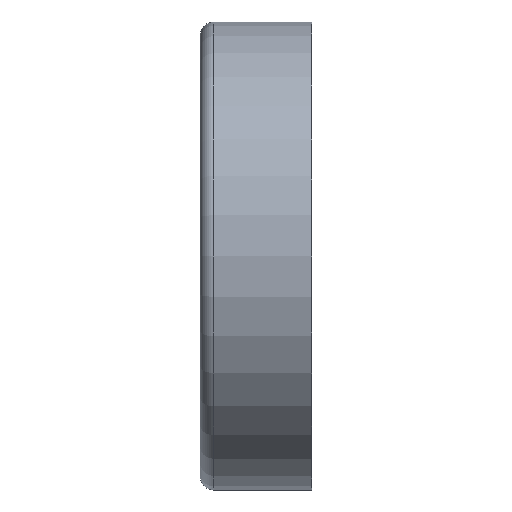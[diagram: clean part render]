
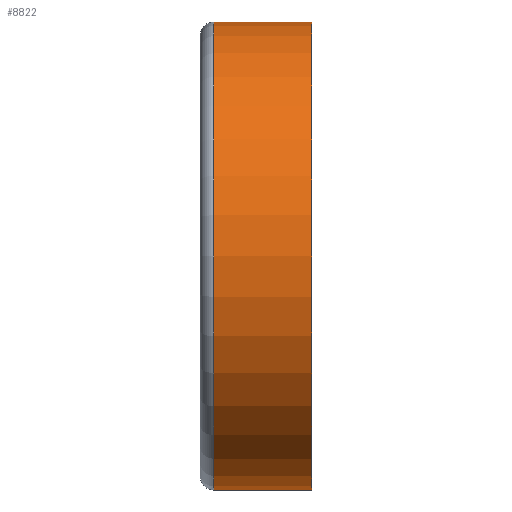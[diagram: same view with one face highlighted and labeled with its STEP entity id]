
A CAD part, left-side view. The second image highlights one B-rep face of the part: STEP entity #8822.
In plain terms, the highlighted cylindrical face has radius 52.5 mm (diameter 105 mm), a partial arc.
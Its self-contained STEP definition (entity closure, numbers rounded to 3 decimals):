
#502 = CARTESIAN_POINT ( 'NONE',  ( 0., 22., 0. ) ) ;
#1831 = EDGE_CURVE ( 'NONE', #12536, #5734, #6482, .T. ) ;
#1883 = DIRECTION ( 'NONE',  ( 0., 0., -1. ) ) ;
#2034 = DIRECTION ( 'NONE',  ( 0., -1., 0. ) ) ;
#2469 = ORIENTED_EDGE ( 'NONE', *, *, #8416, .F. ) ;
#2669 = VECTOR ( 'NONE', #6742, 1000. ) ;
#2745 = VERTEX_POINT ( 'NONE', #8386 ) ;
#2784 = VECTOR ( 'NONE', #4918, 1000. ) ;
#3047 = DIRECTION ( 'NONE',  ( 0., -1., 0. ) ) ;
#3977 = CARTESIAN_POINT ( 'NONE',  ( 0., 0., 52.5 ) ) ;
#4043 = EDGE_LOOP ( 'NONE', ( #2469, #8986, #10798, #13715 ) ) ;
#4918 = DIRECTION ( 'NONE',  ( 0., -1., 0. ) ) ;
#5734 = VERTEX_POINT ( 'NONE', #7980 ) ;
#6227 = EDGE_CURVE ( 'NONE', #2745, #12536, #10446, .T. ) ;
#6246 = VERTEX_POINT ( 'NONE', #3977 ) ;
#6482 = LINE ( 'NONE', #12643, #2669 ) ;
#6638 = AXIS2_PLACEMENT_3D ( 'NONE', #502, #3047, #11408 ) ;
#6679 = DIRECTION ( 'NONE',  ( 0., -1., 0. ) ) ;
#6742 = DIRECTION ( 'NONE',  ( 0., -1., 0. ) ) ;
#6803 = LINE ( 'NONE', #6909, #2784 ) ;
#6909 = CARTESIAN_POINT ( 'NONE',  ( 0., 0., 52.5 ) ) ;
#7980 = CARTESIAN_POINT ( 'NONE',  ( 0., 0., -52.5 ) ) ;
#8386 = CARTESIAN_POINT ( 'NONE',  ( 0., 22., 52.5 ) ) ;
#8410 = CARTESIAN_POINT ( 'NONE',  ( 0., 22., -52.5 ) ) ;
#8416 = EDGE_CURVE ( 'NONE', #2745, #6246, #6803, .T. ) ;
#8822 = ADVANCED_FACE ( 'NONE', ( #11347 ), #13800, .T. ) ;
#8986 = ORIENTED_EDGE ( 'NONE', *, *, #6227, .T. ) ;
#10446 = CIRCLE ( 'NONE', #6638, 52.5 ) ;
#10558 = DIRECTION ( 'NONE',  ( 0., 0., -1. ) ) ;
#10798 = ORIENTED_EDGE ( 'NONE', *, *, #1831, .T. ) ;
#11347 = FACE_OUTER_BOUND ( 'NONE', #4043, .T. ) ;
#11408 = DIRECTION ( 'NONE',  ( 0., 0., -1. ) ) ;
#11569 = AXIS2_PLACEMENT_3D ( 'NONE', #14138, #6679, #1883 ) ;
#11732 = CARTESIAN_POINT ( 'NONE',  ( 0., 0., 0. ) ) ;
#12536 = VERTEX_POINT ( 'NONE', #8410 ) ;
#12643 = CARTESIAN_POINT ( 'NONE',  ( 0., 0., -52.5 ) ) ;
#13714 = AXIS2_PLACEMENT_3D ( 'NONE', #11732, #2034, #10558 ) ;
#13715 = ORIENTED_EDGE ( 'NONE', *, *, #15163, .F. ) ;
#13800 = CYLINDRICAL_SURFACE ( 'NONE', #11569, 52.5 ) ;
#14138 = CARTESIAN_POINT ( 'NONE',  ( 0., 0., 0. ) ) ;
#15075 = CIRCLE ( 'NONE', #13714, 52.5 ) ;
#15163 = EDGE_CURVE ( 'NONE', #6246, #5734, #15075, .T. ) ;
